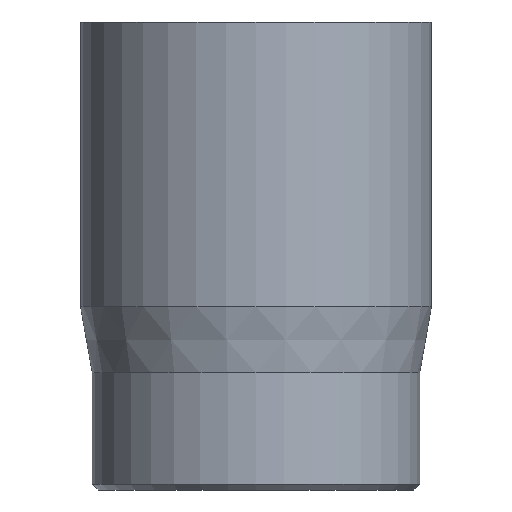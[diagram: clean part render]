
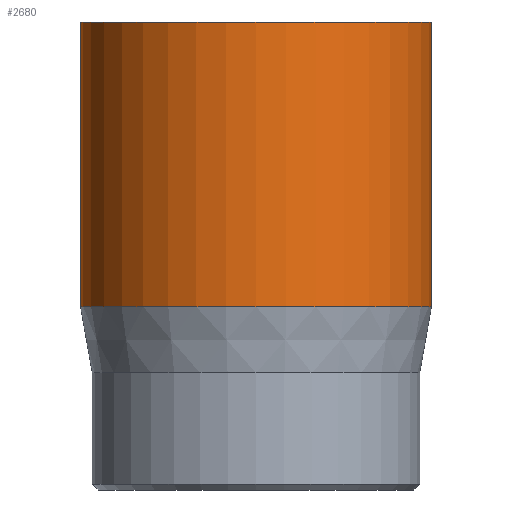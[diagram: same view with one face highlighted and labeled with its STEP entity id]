
A CAD part, front view. The second image highlights one B-rep face of the part: STEP entity #2680.
In plain terms, the highlighted cylindrical face has radius 1.5 mm (diameter 3 mm), a full revolution.
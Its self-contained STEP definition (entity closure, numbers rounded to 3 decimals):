
#339=CYLINDRICAL_SURFACE('',#2842,1.5);
#433=FACE_OUTER_BOUND('',#584,.T.);
#584=EDGE_LOOP('',(#2203,#2204,#2205,#2206,#2207));
#785=LINE('',#4526,#1001);
#1001=VECTOR('',#3125,1.5);
#1093=CIRCLE('',#2840,1.5);
#1094=CIRCLE('',#2841,1.5);
#1095=CIRCLE('',#2843,1.5);
#1275=VERTEX_POINT('',#4518);
#1276=VERTEX_POINT('',#4519);
#1277=VERTEX_POINT('',#4524);
#1626=EDGE_CURVE('',#1275,#1276,#1093,.T.);
#1627=EDGE_CURVE('',#1276,#1275,#1094,.T.);
#1629=EDGE_CURVE('',#1277,#1277,#1095,.T.);
#1630=EDGE_CURVE('',#1277,#1275,#785,.T.);
#2203=ORIENTED_EDGE('',*,*,#1629,.T.);
#2204=ORIENTED_EDGE('',*,*,#1630,.T.);
#2205=ORIENTED_EDGE('',*,*,#1626,.T.);
#2206=ORIENTED_EDGE('',*,*,#1627,.T.);
#2207=ORIENTED_EDGE('',*,*,#1630,.F.);
#2680=ADVANCED_FACE('',(#433),#339,.T.);
#2840=AXIS2_PLACEMENT_3D('',#4520,#3116,#3117);
#2841=AXIS2_PLACEMENT_3D('',#4521,#3118,#3119);
#2842=AXIS2_PLACEMENT_3D('',#4523,#3121,#3122);
#2843=AXIS2_PLACEMENT_3D('',#4525,#3123,#3124);
#3116=DIRECTION('center_axis',(0.,0.,1.));
#3117=DIRECTION('ref_axis',(-1.,0.,0.));
#3118=DIRECTION('center_axis',(0.,0.,1.));
#3119=DIRECTION('ref_axis',(-1.,0.,0.));
#3121=DIRECTION('center_axis',(0.,0.,1.));
#3122=DIRECTION('ref_axis',(-1.,0.,0.));
#3123=DIRECTION('center_axis',(0.,0.,-1.));
#3124=DIRECTION('ref_axis',(-1.,0.,0.));
#3125=DIRECTION('',(0.,0.,-1.));
#4518=CARTESIAN_POINT('',(1.5,0.,1.567));
#4519=CARTESIAN_POINT('',(-1.5,0.,1.567));
#4520=CARTESIAN_POINT('Origin',(0.,0.,1.567));
#4521=CARTESIAN_POINT('Origin',(0.,0.,1.567));
#4523=CARTESIAN_POINT('Origin',(0.,0.,0.));
#4524=CARTESIAN_POINT('',(1.5,0.,4.));
#4525=CARTESIAN_POINT('Origin',(0.,0.,4.));
#4526=CARTESIAN_POINT('',(1.5,0.,0.));
